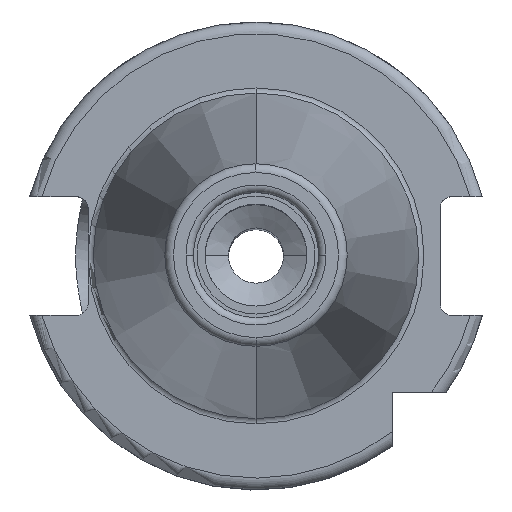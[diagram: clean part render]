
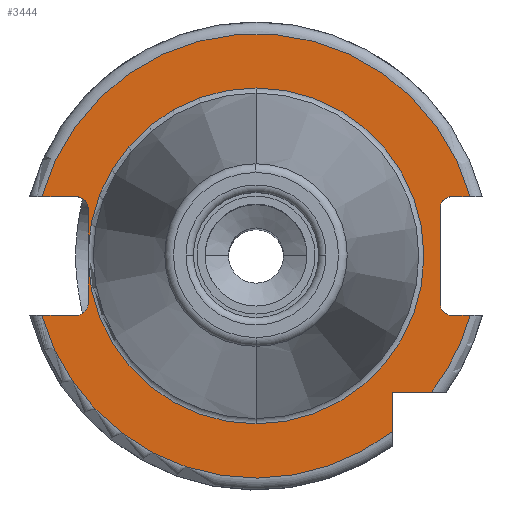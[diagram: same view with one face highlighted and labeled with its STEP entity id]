
A CAD part, top view. The second image highlights one B-rep face of the part: STEP entity #3444.
In plain terms, the highlighted face is planar.
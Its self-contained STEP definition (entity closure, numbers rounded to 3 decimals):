
#697=CARTESIAN_POINT('',(0.,0.,3.2));
#698=DIRECTION('',(0.,0.,1.));
#699=DIRECTION('',(0.,1.,0.));
#700=AXIS2_PLACEMENT_3D('',#697,#698,#699);
#705=CARTESIAN_POINT('',(22.8,0.615,3.2));
#709=CARTESIAN_POINT('',(22.8,-0.615,3.2));
#714=CARTESIAN_POINT('',(0.,0.,3.2));
#715=DIRECTION('',(0.,0.,-1.));
#716=DIRECTION('',(0.,1.,0.));
#717=AXIS2_PLACEMENT_3D('',#714,#715,#716);
#738=CARTESIAN_POINT('',(0.,0.,3.2));
#739=DIRECTION('',(0.,0.,-1.));
#740=DIRECTION('',(1.,-0.027,0.));
#741=AXIS2_PLACEMENT_3D('',#738,#739,#740);
#770=CARTESIAN_POINT('',(24.4,6.45,3.2));
#771=DIRECTION('',(0.,0.,1.));
#772=DIRECTION('',(0.,1.,0.));
#773=AXIS2_PLACEMENT_3D('',#770,#771,#772);
#929=CARTESIAN_POINT('',(24.4,-6.45,3.2));
#930=DIRECTION('',(0.,0.,1.));
#931=DIRECTION('',(-1.,0.,0.));
#932=AXIS2_PLACEMENT_3D('',#929,#930,#931);
#1043=CARTESIAN_POINT('',(-26.6,6.45,3.2));
#1044=DIRECTION('',(0.,0.,1.));
#1045=DIRECTION('',(1.,0.,0.));
#1046=AXIS2_PLACEMENT_3D('',#1043,#1044,#1045);
#1090=CARTESIAN_POINT('',(-26.6,-6.45,3.2));
#1091=DIRECTION('',(0.,0.,1.));
#1092=DIRECTION('',(0.,-1.,0.));
#1093=AXIS2_PLACEMENT_3D('',#1090,#1091,#1092);
#1307=DIRECTION('',(0.,1.,0.));
#1308=VECTOR('',#1307,12.9);
#1309=CARTESIAN_POINT('',(-25.,-6.45,3.2));
#1310=LINE('',#1309,#1308);
#1314=DIRECTION('',(1.,0.,0.));
#1315=VECTOR('',#1314,2.481);
#1316=CARTESIAN_POINT('',(-29.081,-8.05,3.2));
#1317=LINE('',#1316,#1315);
#1321=DIRECTION('',(-1.,0.,0.));
#1322=VECTOR('',#1321,5.339);
#1323=CARTESIAN_POINT('',(-18.5,-18.5,3.2));
#1324=LINE('',#1323,#1322);
#1328=DIRECTION('',(0.,1.,0.));
#1329=VECTOR('',#1328,5.339);
#1330=CARTESIAN_POINT('',(-18.5,-23.839,3.2));
#1331=LINE('',#1330,#1329);
#1335=DIRECTION('',(-1.,0.,0.));
#1336=VECTOR('',#1335,4.681);
#1337=CARTESIAN_POINT('',(29.081,-8.05,3.2));
#1338=LINE('',#1337,#1336);
#1342=DIRECTION('',(0.,1.,0.));
#1343=VECTOR('',#1342,5.835);
#1344=CARTESIAN_POINT('',(22.8,-6.45,3.2));
#1345=LINE('',#1344,#1343);
#1349=DIRECTION('',(0.,1.,0.));
#1350=VECTOR('',#1349,5.835);
#1351=CARTESIAN_POINT('',(22.8,0.615,3.2));
#1352=LINE('',#1351,#1350);
#1356=DIRECTION('',(-1.,0.,0.));
#1357=VECTOR('',#1356,4.681);
#1358=CARTESIAN_POINT('',(29.081,8.05,3.2));
#1359=LINE('',#1358,#1357);
#1363=DIRECTION('',(1.,0.,0.));
#1364=VECTOR('',#1363,2.481);
#1365=CARTESIAN_POINT('',(-29.081,8.05,3.2));
#1366=LINE('',#1365,#1364);
#1370=CARTESIAN_POINT('',(-29.081,8.05,3.2));
#1382=CARTESIAN_POINT('',(0.,0.,3.2));
#1383=DIRECTION('',(0.,0.,-1.));
#1384=DIRECTION('',(-0.964,0.267,0.));
#1385=AXIS2_PLACEMENT_3D('',#1382,#1383,#1384);
#1397=CARTESIAN_POINT('',(29.081,8.05,3.2));
#1430=CARTESIAN_POINT('',(29.081,-8.05,3.2));
#1442=CARTESIAN_POINT('',(0.,0.,3.2));
#1443=DIRECTION('',(0.,0.,-1.));
#1444=DIRECTION('',(0.964,-0.267,0.));
#1445=AXIS2_PLACEMENT_3D('',#1442,#1443,#1444);
#1462=CARTESIAN_POINT('',(0.,0.,3.2));
#1463=DIRECTION('',(0.,0.,-1.));
#1464=DIRECTION('',(-0.79,-0.613,0.));
#1465=AXIS2_PLACEMENT_3D('',#1462,#1463,#1464);
#1477=CARTESIAN_POINT('',(-29.081,-8.05,3.2));
#2144=CARTESIAN_POINT('',(0.,22.808,3.2));
#2146=VERTEX_POINT('',#2144);
#2150=CARTESIAN_POINT('',(0.,-22.808,3.2));
#2152=VERTEX_POINT('',#2150);
#2178=VERTEX_POINT('',#1430);
#2179=VERTEX_POINT('',#1397);
#2180=VERTEX_POINT('',#705);
#2181=VERTEX_POINT('',#709);
#2224=VERTEX_POINT('',#1370);
#2225=VERTEX_POINT('',#1477);
#2250=CARTESIAN_POINT('',(-18.5,-23.839,3.2));
#2251=CARTESIAN_POINT('',(-18.5,-18.5,3.2));
#2252=VERTEX_POINT('',#2250);
#2253=VERTEX_POINT('',#2251);
#2254=CARTESIAN_POINT('',(-23.839,-18.5,3.2));
#2255=VERTEX_POINT('',#2254);
#2302=CARTESIAN_POINT('',(-26.6,8.05,3.2));
#2304=VERTEX_POINT('',#2302);
#2307=CARTESIAN_POINT('',(-26.6,-8.05,3.2));
#2309=VERTEX_POINT('',#2307);
#2311=CARTESIAN_POINT('',(22.8,6.45,3.2));
#2313=VERTEX_POINT('',#2311);
#2314=CARTESIAN_POINT('',(22.8,-6.45,3.2));
#2316=VERTEX_POINT('',#2314);
#2318=CARTESIAN_POINT('',(-25.,-6.45,3.2));
#2319=CARTESIAN_POINT('',(-25.,6.45,3.2));
#2320=VERTEX_POINT('',#2318);
#2321=VERTEX_POINT('',#2319);
#2386=CARTESIAN_POINT('',(24.4,-8.05,3.2));
#2387=VERTEX_POINT('',#2386);
#2388=CARTESIAN_POINT('',(24.4,8.05,3.2));
#2389=VERTEX_POINT('',#2388);
#3412=CARTESIAN_POINT('',(0.,0.,3.2));
#3413=DIRECTION('',(0.,0.,-1.));
#3414=DIRECTION('',(0.,-1.,0.));
#3415=AXIS2_PLACEMENT_3D('',#3412,#3413,#3414);
#3416=PLANE('',#3415);
#3417=ORIENTED_EDGE('',*,*,#3282,.F.);
#3418=ORIENTED_EDGE('',*,*,#3296,.F.);
#3419=ORIENTED_EDGE('',*,*,#3331,.F.);
#3421=ORIENTED_EDGE('',*,*,#3420,.F.);
#3423=ORIENTED_EDGE('',*,*,#3422,.F.);
#3425=ORIENTED_EDGE('',*,*,#3424,.F.);
#3427=ORIENTED_EDGE('',*,*,#3426,.F.);
#3428=ORIENTED_EDGE('',*,*,#3191,.T.);
#3429=ORIENTED_EDGE('',*,*,#3177,.F.);
#3430=ORIENTED_EDGE('',*,*,#3084,.T.);
#3431=ORIENTED_EDGE('',*,*,#3069,.T.);
#3432=ORIENTED_EDGE('',*,*,#3049,.F.);
#3433=ORIENTED_EDGE('',*,*,#3064,.T.);
#3434=ORIENTED_EDGE('',*,*,#3081,.T.);
#3435=ORIENTED_EDGE('',*,*,#3103,.F.);
#3437=ORIENTED_EDGE('',*,*,#3436,.F.);
#3439=ORIENTED_EDGE('',*,*,#3438,.F.);
#3440=ORIENTED_EDGE('',*,*,#3385,.T.);
#3441=ORIENTED_EDGE('',*,*,#3265,.F.);
#3442=EDGE_LOOP('',(#3417,#3418,#3419,#3421,#3423,#3425,#3427,#3428,#3429,#3430,
#3431,#3432,#3433,#3434,#3435,#3437,#3439,#3440,#3441));
#3443=FACE_OUTER_BOUND('',#3442,.F.);
#3444=ADVANCED_FACE('',(#3443),#3416,.T.);
#701=CIRCLE('',#700,22.808);
#718=CIRCLE('',#717,22.808);
#742=CIRCLE('',#741,22.808);
#774=CIRCLE('',#773,1.6);
#933=CIRCLE('',#932,1.6);
#1047=CIRCLE('',#1046,1.6);
#1094=CIRCLE('',#1093,1.6);
#1386=CIRCLE('',#1385,30.175);
#1446=CIRCLE('',#1445,30.175);
#1466=CIRCLE('',#1465,30.175);
#3049=EDGE_CURVE('',#2146,#2152,#701,.T.);
#3064=EDGE_CURVE('',#2146,#2180,#718,.T.);
#3069=EDGE_CURVE('',#2181,#2152,#742,.T.);
#3081=EDGE_CURVE('',#2180,#2313,#1352,.T.);
#3084=EDGE_CURVE('',#2316,#2181,#1345,.T.);
#3103=EDGE_CURVE('',#2389,#2313,#774,.T.);
#3177=EDGE_CURVE('',#2316,#2387,#933,.T.);
#3191=EDGE_CURVE('',#2178,#2387,#1338,.T.);
#3265=EDGE_CURVE('',#2321,#2304,#1047,.T.);
#3282=EDGE_CURVE('',#2320,#2321,#1310,.T.);
#3296=EDGE_CURVE('',#2309,#2320,#1094,.T.);
#3331=EDGE_CURVE('',#2225,#2309,#1317,.T.);
#3385=EDGE_CURVE('',#2224,#2304,#1366,.T.);
#3420=EDGE_CURVE('',#2255,#2225,#1466,.T.);
#3422=EDGE_CURVE('',#2253,#2255,#1324,.T.);
#3424=EDGE_CURVE('',#2252,#2253,#1331,.T.);
#3426=EDGE_CURVE('',#2178,#2252,#1446,.T.);
#3436=EDGE_CURVE('',#2179,#2389,#1359,.T.);
#3438=EDGE_CURVE('',#2224,#2179,#1386,.T.);
